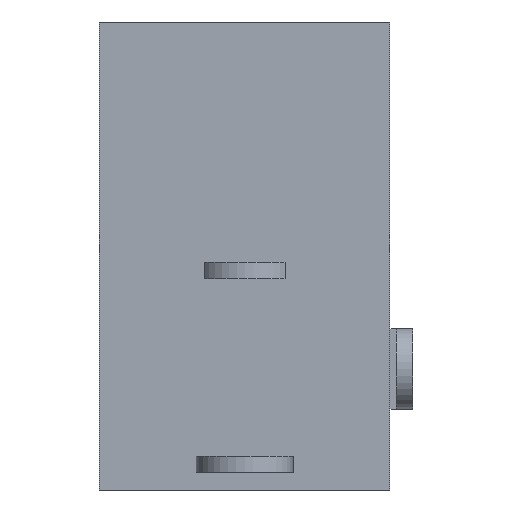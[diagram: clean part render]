
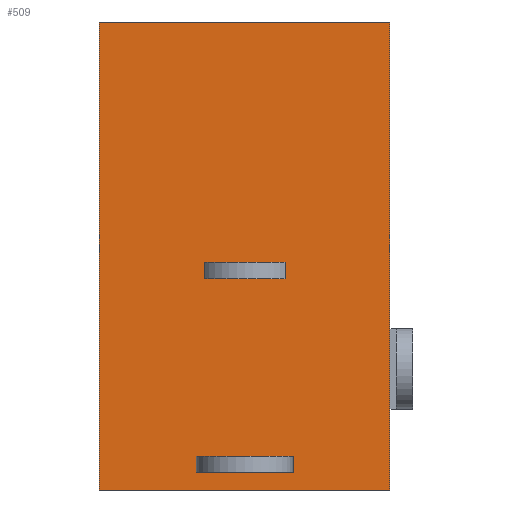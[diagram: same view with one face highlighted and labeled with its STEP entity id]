
A CAD part, front view. The second image highlights one B-rep face of the part: STEP entity #509.
In plain terms, the highlighted planar face has unit normal (0, -1, 0).
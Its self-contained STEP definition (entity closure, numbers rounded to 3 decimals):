
#17 = FACE_BOUND ( 'NONE', #773, .T. ) ;
#18 = EDGE_CURVE ( 'NONE', #513, #834, #356, .T. ) ;
#23 = CARTESIAN_POINT ( 'NONE',  ( 9., 0., -14.5 ) ) ;
#33 = DIRECTION ( 'NONE',  ( -1., 0., 0. ) ) ;
#104 = DIRECTION ( 'NONE',  ( 0., -1., 0. ) ) ;
#121 = VERTEX_POINT ( 'NONE', #469 ) ;
#122 = LINE ( 'NONE', #930, #315 ) ;
#129 = ORIENTED_EDGE ( 'NONE', *, *, #1022, .T. ) ;
#130 = LINE ( 'NONE', #488, #499 ) ;
#141 = CARTESIAN_POINT ( 'NONE',  ( 5.75, 0., -7.45 ) ) ;
#148 = DIRECTION ( 'NONE',  ( 0., 0., 1. ) ) ;
#170 = AXIS2_PLACEMENT_3D ( 'NONE', #901, #104, #1068 ) ;
#182 = ORIENTED_EDGE ( 'NONE', *, *, #422, .F. ) ;
#185 = EDGE_CURVE ( 'NONE', #834, #1020, #651, .T. ) ;
#190 = FACE_BOUND ( 'NONE', #434, .T. ) ;
#202 = VECTOR ( 'NONE', #627, 1000. ) ;
#234 = ORIENTED_EDGE ( 'NONE', *, *, #857, .T. ) ;
#238 = CARTESIAN_POINT ( 'NONE',  ( 3.25, 0., -7.95 ) ) ;
#245 = ORIENTED_EDGE ( 'NONE', *, *, #1011, .F. ) ;
#246 = CARTESIAN_POINT ( 'NONE',  ( 3., 0., -13.95 ) ) ;
#248 = CARTESIAN_POINT ( 'NONE',  ( 5.75, 0., -7.45 ) ) ;
#256 = CARTESIAN_POINT ( 'NONE',  ( 0., 0., 0. ) ) ;
#262 = VECTOR ( 'NONE', #939, 1000. ) ;
#263 = CARTESIAN_POINT ( 'NONE',  ( 0., 0., -14.5 ) ) ;
#275 = VERTEX_POINT ( 'NONE', #1016 ) ;
#276 = LINE ( 'NONE', #891, #202 ) ;
#280 = FACE_OUTER_BOUND ( 'NONE', #972, .T. ) ;
#301 = CARTESIAN_POINT ( 'NONE',  ( 0., 0., -13.95 ) ) ;
#302 = VERTEX_POINT ( 'NONE', #494 ) ;
#305 = VERTEX_POINT ( 'NONE', #1032 ) ;
#306 = DIRECTION ( 'NONE',  ( 1., 0., 0. ) ) ;
#311 = LINE ( 'NONE', #1103, #594 ) ;
#314 = VECTOR ( 'NONE', #1004, 1000. ) ;
#315 = VECTOR ( 'NONE', #826, 1000. ) ;
#356 = LINE ( 'NONE', #686, #590 ) ;
#375 = CARTESIAN_POINT ( 'NONE',  ( 0., 0., 0. ) ) ;
#376 = VERTEX_POINT ( 'NONE', #248 ) ;
#422 = EDGE_CURVE ( 'NONE', #513, #1072, #1125, .T. ) ;
#433 = LINE ( 'NONE', #514, #892 ) ;
#434 = EDGE_LOOP ( 'NONE', ( #990, #234, #916, #129 ) ) ;
#469 = CARTESIAN_POINT ( 'NONE',  ( 5.75, 0., -7.95 ) ) ;
#478 = LINE ( 'NONE', #301, #964 ) ;
#484 = ORIENTED_EDGE ( 'NONE', *, *, #734, .T. ) ;
#488 = CARTESIAN_POINT ( 'NONE',  ( 3.25, 0., -7.45 ) ) ;
#491 = DIRECTION ( 'NONE',  ( -1., 0., 0. ) ) ;
#494 = CARTESIAN_POINT ( 'NONE',  ( 6., 0., -13.45 ) ) ;
#499 = VECTOR ( 'NONE', #148, 1000. ) ;
#507 = ORIENTED_EDGE ( 'NONE', *, *, #18, .T. ) ;
#508 = DIRECTION ( 'NONE',  ( 0., 0., 1. ) ) ;
#509 = ADVANCED_FACE ( 'NONE', ( #190, #280, #17 ), #715, .T. ) ;
#513 = VERTEX_POINT ( 'NONE', #23 ) ;
#514 = CARTESIAN_POINT ( 'NONE',  ( 0., 0., -14.5 ) ) ;
#535 = CARTESIAN_POINT ( 'NONE',  ( 0., 0., -7.95 ) ) ;
#560 = ORIENTED_EDGE ( 'NONE', *, *, #185, .T. ) ;
#574 = LINE ( 'NONE', #141, #262 ) ;
#590 = VECTOR ( 'NONE', #1126, 1000. ) ;
#594 = VECTOR ( 'NONE', #306, 1000. ) ;
#609 = DIRECTION ( 'NONE',  ( 0., 0., 1. ) ) ;
#611 = EDGE_CURVE ( 'NONE', #121, #1067, #823, .T. ) ;
#618 = EDGE_CURVE ( 'NONE', #728, #376, #276, .T. ) ;
#627 = DIRECTION ( 'NONE',  ( 1., 0., 0. ) ) ;
#633 = ORIENTED_EDGE ( 'NONE', *, *, #618, .T. ) ;
#651 = LINE ( 'NONE', #375, #314 ) ;
#686 = CARTESIAN_POINT ( 'NONE',  ( 9., 0., -14.5 ) ) ;
#696 = ORIENTED_EDGE ( 'NONE', *, *, #907, .T. ) ;
#715 = PLANE ( 'NONE',  #170 ) ;
#728 = VERTEX_POINT ( 'NONE', #936 ) ;
#734 = EDGE_CURVE ( 'NONE', #1067, #728, #130, .T. ) ;
#740 = VECTOR ( 'NONE', #33, 1000. ) ;
#756 = VERTEX_POINT ( 'NONE', #843 ) ;
#773 = EDGE_LOOP ( 'NONE', ( #633, #696, #957, #484 ) ) ;
#786 = DIRECTION ( 'NONE',  ( -1., 0., 0. ) ) ;
#823 = LINE ( 'NONE', #535, #740 ) ;
#826 = DIRECTION ( 'NONE',  ( 0., 0., -1. ) ) ;
#833 = VECTOR ( 'NONE', #609, 1000. ) ;
#834 = VERTEX_POINT ( 'NONE', #958 ) ;
#843 = CARTESIAN_POINT ( 'NONE',  ( 6., 0., -13.95 ) ) ;
#857 = EDGE_CURVE ( 'NONE', #302, #756, #122, .T. ) ;
#891 = CARTESIAN_POINT ( 'NONE',  ( 0., 0., -7.45 ) ) ;
#892 = VECTOR ( 'NONE', #508, 1000. ) ;
#901 = CARTESIAN_POINT ( 'NONE',  ( 0., 0., -14.5 ) ) ;
#907 = EDGE_CURVE ( 'NONE', #376, #121, #574, .T. ) ;
#908 = VECTOR ( 'NONE', #786, 1000. ) ;
#916 = ORIENTED_EDGE ( 'NONE', *, *, #921, .T. ) ;
#921 = EDGE_CURVE ( 'NONE', #756, #275, #478, .T. ) ;
#930 = CARTESIAN_POINT ( 'NONE',  ( 6., 0., -13.95 ) ) ;
#936 = CARTESIAN_POINT ( 'NONE',  ( 3.25, 0., -7.45 ) ) ;
#939 = DIRECTION ( 'NONE',  ( 0., 0., -1. ) ) ;
#943 = EDGE_CURVE ( 'NONE', #305, #302, #311, .T. ) ;
#957 = ORIENTED_EDGE ( 'NONE', *, *, #611, .T. ) ;
#958 = CARTESIAN_POINT ( 'NONE',  ( 9., 0., 0. ) ) ;
#964 = VECTOR ( 'NONE', #491, 1000. ) ;
#972 = EDGE_LOOP ( 'NONE', ( #182, #507, #560, #245 ) ) ;
#990 = ORIENTED_EDGE ( 'NONE', *, *, #943, .T. ) ;
#1004 = DIRECTION ( 'NONE',  ( -1., 0., 0. ) ) ;
#1011 = EDGE_CURVE ( 'NONE', #1072, #1020, #433, .T. ) ;
#1016 = CARTESIAN_POINT ( 'NONE',  ( 3., 0., -13.95 ) ) ;
#1020 = VERTEX_POINT ( 'NONE', #256 ) ;
#1022 = EDGE_CURVE ( 'NONE', #275, #305, #1049, .T. ) ;
#1032 = CARTESIAN_POINT ( 'NONE',  ( 3., 0., -13.45 ) ) ;
#1049 = LINE ( 'NONE', #246, #833 ) ;
#1051 = CARTESIAN_POINT ( 'NONE',  ( 0., 0., -14.5 ) ) ;
#1067 = VERTEX_POINT ( 'NONE', #238 ) ;
#1068 = DIRECTION ( 'NONE',  ( 0., 0., -1. ) ) ;
#1072 = VERTEX_POINT ( 'NONE', #263 ) ;
#1103 = CARTESIAN_POINT ( 'NONE',  ( 0., 0., -13.45 ) ) ;
#1125 = LINE ( 'NONE', #1051, #908 ) ;
#1126 = DIRECTION ( 'NONE',  ( 0., 0., 1. ) ) ;
